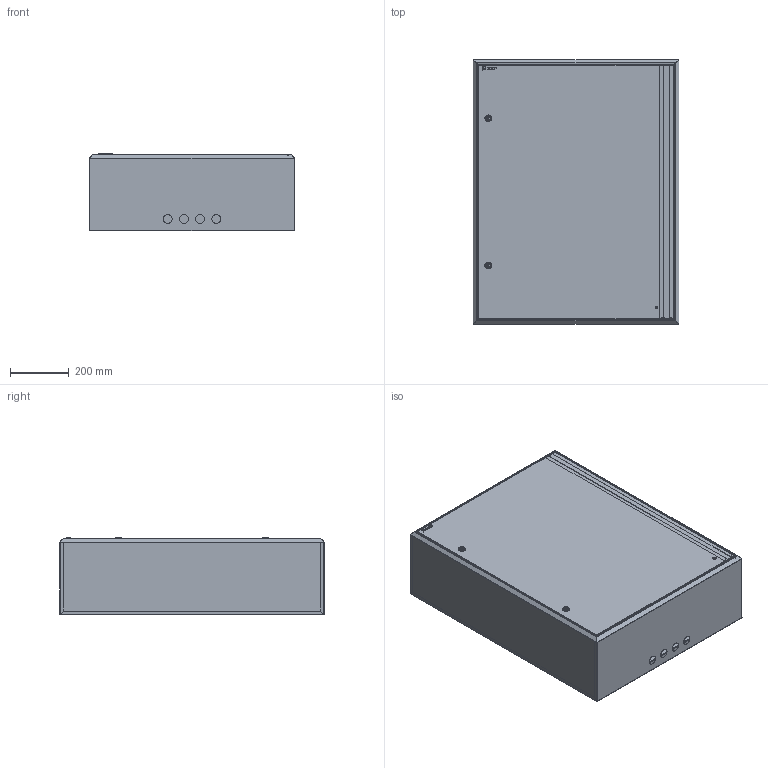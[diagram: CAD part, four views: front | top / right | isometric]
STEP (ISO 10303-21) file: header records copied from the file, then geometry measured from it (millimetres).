
FILE_DESCRIPTION (( 'STEP AP214' ), '1' );
FILE_NAME ('ﾙﾌﾏ-90.70.26 (ﾙﾌﾏ-08) IP31 EKF ﾌﾈ-751.STEP', '2017-08-30T08:03:18', ( 'Admin' ), ( '' ), 'SwSTEP 2.0', 'SolidWorks 2017', '' );
FILE_SCHEMA (( 'AUTOMOTIVE_DESIGN' ));
Length unit declared in the file: millimetre
Products named in the file (28): pan head cross recess screw_din_ISO 7045 - M4 x 6 - Z --- 6N; Ïðîêëàäêà; Washer 6402_3_gost_丐ｩ｡ 2 6 ヮ葬 6402-70; 哏铌; Ïðîêëàäêà ìåòàëëè÷åñêàÿ; Òåëî çàìêà; Çàêëåïêà öèëèíäðè÷åñêàÿ Ì4 ÑÒ-Á ñ âíóòðåííåé ðåçüáîé_Œ8; ﾌﾈ-751.02.00.001 ﾄ粢; pan head cross recess screw_din_DIN EN ISO 7045 - M4 x 16 - Z - 16N; ÌÈ-751.01.00.000 Êîðïóñ â ñáîðå; hex flange nut_din_Hexagon Flange Nut DIN 6923 - M6 - N; ÌÈ-751.01.00.002 Ñòåíêà ëåâàÿ; ÌÈ-751.00.00.001 Ïàíåëü ìîíòàæíàÿ; ÌÈ-751.01.02.000 Ñòåíêà çàäíÿÿ ÑÁ; ÌÈ-751.02.00.000 Äâåðü â ñáîðå; Øïèëüêà îáìåäíåííàÿ Ì6õ20; 呧蜦 3D; ÌÈ-751.01.00.001 Ñòåíêà çàäíÿÿ; ﾌﾈ-751.02.00.002 ﾐ裔; ÌÈ-751.01.01.000 Ñòåíêà ïðàâàÿ ÑÁ; Çàìîê ïî÷òîâûé; Øïèëüêà Ì6õ12; ßçû÷îê 2; ÌÈ-751.01.01.001 Ñòåíêà ïðàâàÿ; Âíóòðåííåå òåëî çàìêà; Ãàéêà; ﾙﾌﾏ-90.70.26 (ﾙﾌﾏ-08) IP31 EKF ﾌﾈ-751; Ïðîêëàäêà ìåòàëëè÷åñêàÿ 2
Assembly tree (39 placements, depth 4):
  ﾙﾌﾏ-90.70.26 (ﾙﾌﾏ-08) IP31 EKF ﾌﾈ-751
    ÌÈ-751.01.00.000 Êîðïóñ â ñáîðå
      ÌÈ-751.01.01.000 Ñòåíêà ïðàâàÿ ÑÁ
        ÌÈ-751.01.01.001 Ñòåíêà ïðàâàÿ
        Øïèëüêà Ì6õ12
      ÌÈ-751.01.02.000 Ñòåíêà çàäíÿÿ ÑÁ
        ÌÈ-751.01.00.001 Ñòåíêà çàäíÿÿ
        Øïèëüêà îáìåäíåííàÿ Ì6õ20  x4
      ÌÈ-751.01.00.002 Ñòåíêà ëåâàÿ
    ÌÈ-751.02.00.000 Äâåðü â ñáîðå
      ﾌﾈ-751.02.00.001 ﾄ粢
      Øïèëüêà Ì6õ12
      Çàêëåïêà öèëèíäðè÷åñêàÿ Ì4 ÑÒ-Á ñ âíóòðåííåé ðåçüáîé_Œ8  x2
      Çàìîê ïî÷òîâûé  x2
        Òåëî çàìêà
        Ïðîêëàäêà ìåòàëëè÷åñêàÿ
        哏铌
        Washer 6402_3_gost_丐ｩ｡ 2 6 ヮ葬 6402-70
        Ïðîêëàäêà
        pan head cross recess screw_din_ISO 7045 - M4 x 6 - Z --- 6N
        Ïðîêëàäêà ìåòàëëè÷åñêàÿ 2
        Ãàéêà
        Âíóòðåííåå òåëî çàìêà
        ßçû÷îê 2
      ﾌﾈ-751.02.00.002 ﾐ裔
      呧蜦 3D
    ÌÈ-751.00.00.001 Ïàíåëü ìîíòàæíàÿ
    hex flange nut_din_Hexagon Flange Nut DIN 6923 - M6 - N  x6
    pan head cross recess screw_din_DIN EN ISO 7045 - M4 x 16 - Z - 16N  x2
Bounding box: 700 x 900 x 264.38 mm (x, y, z)
Volume: 3060545.8 mm3; surface area: 5583037.4 mm2
Topology: 50 solids, 50 shells, 1364 faces, 3210 edges, 1980 vertices
Faces by surface type: plane 704, cylinder 304, bspline 188, cone 124, torus 36, sphere 8
Entity records: 29821 total; most frequent: CARTESIAN_POINT 8902, ORIENTED_EDGE 3992, DIRECTION 3782, EDGE_CURVE 1996, AXIS2_PLACEMENT_3D 1262, LINE 1258, VECTOR 1258, VERTEX_POINT 1226
